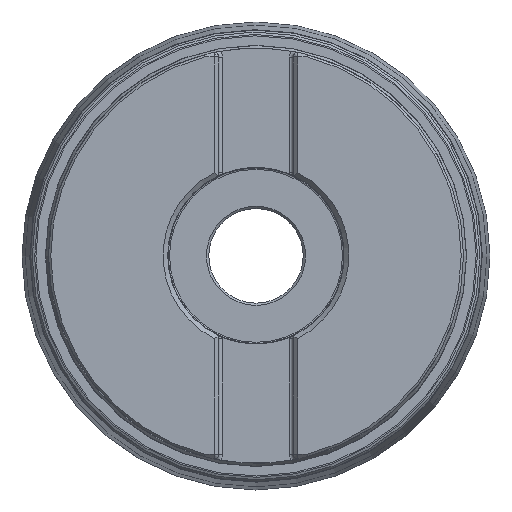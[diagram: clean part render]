
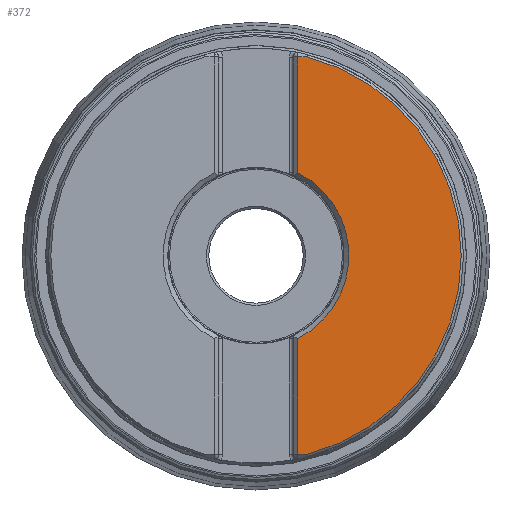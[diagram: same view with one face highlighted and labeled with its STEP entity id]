
A CAD part, top view. The second image highlights one B-rep face of the part: STEP entity #372.
In plain terms, the highlighted planar face has unit normal (0, 0, 1).
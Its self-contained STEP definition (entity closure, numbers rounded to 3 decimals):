
#166=PLANE('',#2023);
#184=FACE_OUTER_BOUND('',#823,.T.);
#372=ADVANCED_FACE('',(#184),#166,.F.);
#525=LINE('',#3047,#581);
#526=LINE('',#3052,#582);
#527=LINE('',#3054,#583);
#528=LINE('',#3058,#584);
#581=VECTOR('',#2319,1.);
#582=VECTOR('',#2322,1.);
#583=VECTOR('',#2323,1.);
#584=VECTOR('',#2326,1.);
#823=EDGE_LOOP('',(#1003,#1004,#1005,#1006,#1007,#1008));
#1003=ORIENTED_EDGE('',*,*,#1505,.F.);
#1004=ORIENTED_EDGE('',*,*,#1506,.T.);
#1005=ORIENTED_EDGE('',*,*,#1507,.F.);
#1006=ORIENTED_EDGE('',*,*,#1508,.F.);
#1007=ORIENTED_EDGE('',*,*,#1509,.T.);
#1008=ORIENTED_EDGE('',*,*,#1510,.F.);
#1363=VERTEX_POINT('',#3048);
#1364=VERTEX_POINT('',#3049);
#1365=VERTEX_POINT('',#3051);
#1366=VERTEX_POINT('',#3053);
#1367=VERTEX_POINT('',#3055);
#1368=VERTEX_POINT('',#3057);
#1505=EDGE_CURVE('',#1363,#1364,#525,.T.);
#1506=EDGE_CURVE('',#1363,#1365,#1701,.T.);
#1507=EDGE_CURVE('',#1366,#1365,#526,.T.);
#1508=EDGE_CURVE('',#1367,#1366,#527,.T.);
#1509=EDGE_CURVE('',#1367,#1368,#1702,.T.);
#1510=EDGE_CURVE('',#1364,#1368,#528,.T.);
#1701=CIRCLE('',#2021,44.5);
#1702=CIRCLE('',#2022,20.149);
#2021=AXIS2_PLACEMENT_3D('',#3050,#2320,#2321);
#2022=AXIS2_PLACEMENT_3D('',#3056,#2324,#2325);
#2023=AXIS2_PLACEMENT_3D('',#3059,#2327,#2328);
#2319=DIRECTION('',(-1.,0.,0.));
#2320=DIRECTION('',(0.,0.,1.));
#2321=DIRECTION('',(-1.,0.,0.));
#2322=DIRECTION('',(1.,0.,0.));
#2323=DIRECTION('',(0.,1.,0.));
#2324=DIRECTION('',(0.,0.,-1.));
#2325=DIRECTION('',(-1.,0.,0.));
#2326=DIRECTION('',(0.,1.,0.));
#2327=DIRECTION('',(0.,0.,-1.));
#2328=DIRECTION('',(-1.,0.,0.));
#3047=CARTESIAN_POINT('',(9.027,-43.085,0.));
#3048=CARTESIAN_POINT('',(11.132,-43.085,0.));
#3049=CARTESIAN_POINT('',(9.028,-43.085,0.));
#3050=CARTESIAN_POINT('',(0.,0.,0.));
#3051=CARTESIAN_POINT('',(11.132,43.085,0.));
#3052=CARTESIAN_POINT('',(9.028,43.085,0.));
#3053=CARTESIAN_POINT('',(9.028,43.085,0.));
#3054=CARTESIAN_POINT('',(9.028,-43.085,0.));
#3055=CARTESIAN_POINT('',(9.028,18.014,0.));
#3056=CARTESIAN_POINT('',(0.,0.,0.));
#3057=CARTESIAN_POINT('',(9.028,-18.014,0.));
#3058=CARTESIAN_POINT('',(9.028,-43.085,0.));
#3059=CARTESIAN_POINT('',(0.,0.,0.));
